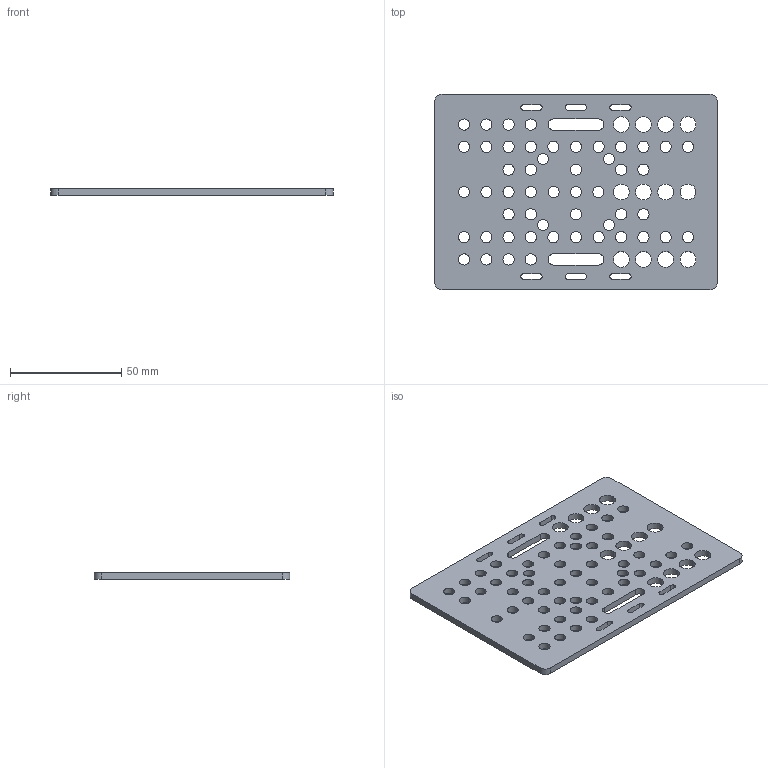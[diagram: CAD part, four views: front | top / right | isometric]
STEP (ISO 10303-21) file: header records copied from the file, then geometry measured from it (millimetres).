
FILE_DESCRIPTION((''),'2;1');
FILE_NAME('Large Build Plate.ipt.step','2014-04-22T18:03:25',(''),(''),'Autodesk Inventor 2013','Autodesk Inventor 2013','');
FILE_SCHEMA(('AUTOMOTIVE_DESIGN { 1 0 10303 214 1 1 1 1 }'));
Length unit declared in the file: millimetre
Products named in the file (1): Large Build Plate
Bounding box: 127 x 88 x 3 mm (x, y, z)
Volume: 27932.2 mm3; surface area: 23832.6 mm2
Topology: 1 solids, 1 shells, 105 faces, 372 edges, 269 vertices
Faces by surface type: cylinder 83, plane 22
Full cylindrical faces by diameter (mm): 5 x51, 7.14 x12
Entity records: 3584 total; most frequent: DIRECTION 624, CARTESIAN_POINT 558, ORIENTED_EDGE 492, EDGE_LOOP 310, AXIS2_PLACEMENT_3D 272, EDGE_CURVE 246, VERTEX_POINT 206, FACE_BOUND 205
